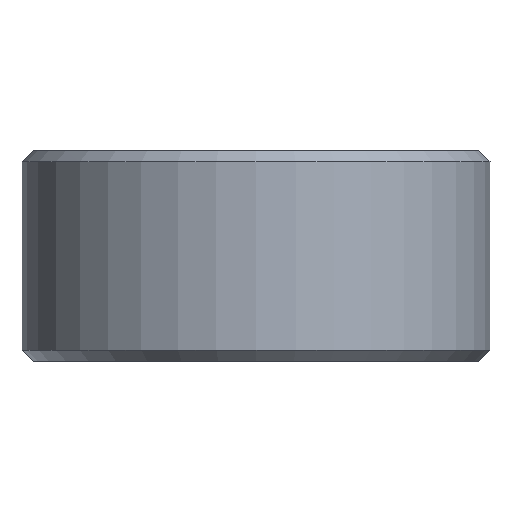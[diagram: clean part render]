
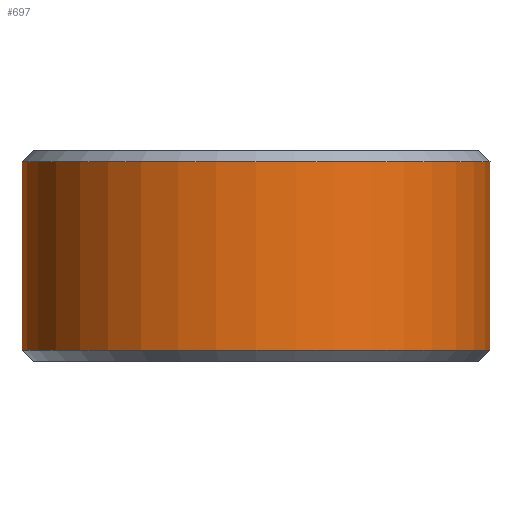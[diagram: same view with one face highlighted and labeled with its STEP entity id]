
A CAD part, left-side view. The second image highlights one B-rep face of the part: STEP entity #697.
In plain terms, the highlighted cylindrical face has radius 7.938 mm (diameter 15.875 mm), a partial arc.
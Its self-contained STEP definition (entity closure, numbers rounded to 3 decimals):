
#48=LINE('',#1144,#83);
#49=LINE('',#1147,#84);
#50=LINE('',#1148,#85);
#83=VECTOR('',#846,6.375);
#84=VECTOR('',#849,6.375);
#85=VECTOR('',#850,3.231);
#162=FACE_BOUND('',#256,.T.);
#163=FACE_BOUND('',#257,.T.);
#181=CIRCLE('',#751,7.938);
#182=CIRCLE('',#752,7.938);
#210=FACE_OUTER_BOUND('',#255,.T.);
#255=EDGE_LOOP('',(#500,#501,#502,#503));
#256=EDGE_LOOP('',(#504));
#257=EDGE_LOOP('',(#505,#506,#507,#508));
#305=B_SPLINE_CURVE_WITH_KNOTS('',3,(#1012,#1013,#1014,#1015,#1016,#1017,
#1018,#1019,#1020,#1021,#1022,#1023,#1024,#1025,#1026,#1027,#1028,#1029,
#1030,#1031,#1032,#1033,#1034,#1035,#1036,#1037,#1038,#1039,#1040,#1041,
#1042,#1043,#1044,#1045,#1046,#1047,#1048,#1049),.UNSPECIFIED.,.T.,.F.,
(4,2,2,2,2,2,2,2,2,2,2,2,2,2,2,2,2,2,4),(0.,0.021,0.041,
0.083,0.143,0.204,0.256,
0.309,0.349,0.389,0.429,
0.468,0.521,0.574,0.634,
0.695,0.736,0.757,0.778),
 .UNSPECIFIED.);
#306=B_SPLINE_CURVE_WITH_KNOTS('',3,(#1062,#1063,#1064,#1065,#1066,#1067),
 .UNSPECIFIED.,.F.,.F.,(4,2,4),(0.428,0.609,0.779),
 .UNSPECIFIED.);
#307=B_SPLINE_CURVE_WITH_KNOTS('',3,(#1069,#1070,#1071,#1072,#1073,#1074,
#1075,#1076,#1077,#1078,#1079,#1080,#1081,#1082,#1083,#1084,#1085,#1086,
#1087),.UNSPECIFIED.,.F.,.F.,(4,2,2,2,3,2,2,2,4),(1.712,1.83,
1.949,2.044,2.14,2.235,2.331,
2.449,2.568),.UNSPECIFIED.);
#308=B_SPLINE_CURVE_WITH_KNOTS('',3,(#1088,#1089,#1090,#1091,#1092,#1093),
 .UNSPECIFIED.,.F.,.F.,(4,2,4),(1.36,1.531,1.712),
 .UNSPECIFIED.);
#313=VERTEX_POINT('',#1011);
#317=VERTEX_POINT('',#1058);
#318=VERTEX_POINT('',#1059);
#319=VERTEX_POINT('',#1061);
#320=VERTEX_POINT('',#1068);
#327=VERTEX_POINT('',#1140);
#328=VERTEX_POINT('',#1141);
#329=VERTEX_POINT('',#1143);
#330=VERTEX_POINT('',#1145);
#384=EDGE_CURVE('',#313,#313,#305,.T.);
#389=EDGE_CURVE('',#319,#317,#306,.T.);
#390=EDGE_CURVE('',#320,#319,#307,.T.);
#391=EDGE_CURVE('',#318,#320,#308,.T.);
#399=EDGE_CURVE('',#327,#328,#181,.T.);
#400=EDGE_CURVE('',#328,#329,#48,.T.);
#401=EDGE_CURVE('',#329,#330,#182,.T.);
#402=EDGE_CURVE('',#330,#327,#49,.T.);
#403=EDGE_CURVE('',#318,#317,#50,.T.);
#500=ORIENTED_EDGE('',*,*,#399,.T.);
#501=ORIENTED_EDGE('',*,*,#400,.T.);
#502=ORIENTED_EDGE('',*,*,#401,.T.);
#503=ORIENTED_EDGE('',*,*,#402,.T.);
#504=ORIENTED_EDGE('',*,*,#384,.T.);
#505=ORIENTED_EDGE('',*,*,#389,.T.);
#506=ORIENTED_EDGE('',*,*,#403,.F.);
#507=ORIENTED_EDGE('',*,*,#391,.T.);
#508=ORIENTED_EDGE('',*,*,#390,.T.);
#687=CYLINDRICAL_SURFACE('',#750,7.938);
#697=ADVANCED_FACE('',(#210,#162,#163),#687,.T.);
#750=AXIS2_PLACEMENT_3D('',#1139,#842,#843);
#751=AXIS2_PLACEMENT_3D('',#1142,#844,#845);
#752=AXIS2_PLACEMENT_3D('',#1146,#847,#848);
#842=DIRECTION('center_axis',(0.,0.,-1.));
#843=DIRECTION('ref_axis',(-1.,0.,0.));
#844=DIRECTION('center_axis',(0.,0.,-1.));
#845=DIRECTION('ref_axis',(0.997,-0.075,0.));
#846=DIRECTION('',(0.,0.,-1.));
#847=DIRECTION('center_axis',(0.,0.,1.));
#848=DIRECTION('ref_axis',(1.,0.,0.));
#849=DIRECTION('',(0.,0.,1.));
#850=DIRECTION('',(0.,0.,-1.));
#1011=CARTESIAN_POINT('',(6.412,-4.679,3.569));
#1012=CARTESIAN_POINT('Ctrl Pts',(6.412,-4.679,3.569));
#1013=CARTESIAN_POINT('Ctrl Pts',(6.412,-4.679,3.5));
#1014=CARTESIAN_POINT('Ctrl Pts',(6.405,-4.688,3.431));
#1015=CARTESIAN_POINT('Ctrl Pts',(6.38,-4.723,3.298));
#1016=CARTESIAN_POINT('Ctrl Pts',(6.361,-4.748,3.234));
#1017=CARTESIAN_POINT('Ctrl Pts',(6.29,-4.843,3.053));
#1018=CARTESIAN_POINT('Ctrl Pts',(6.223,-4.929,2.949));
#1019=CARTESIAN_POINT('Ctrl Pts',(6.05,-5.141,2.748));
#1020=CARTESIAN_POINT('Ctrl Pts',(5.922,-5.29,2.652));
#1021=CARTESIAN_POINT('Ctrl Pts',(5.638,-5.591,2.523));
#1022=CARTESIAN_POINT('Ctrl Pts',(5.483,-5.743,2.491));
#1023=CARTESIAN_POINT('Ctrl Pts',(5.204,-5.996,2.491));
#1024=CARTESIAN_POINT('Ctrl Pts',(5.059,-6.119,2.516));
#1025=CARTESIAN_POINT('Ctrl Pts',(4.78,-6.339,2.632));
#1026=CARTESIAN_POINT('Ctrl Pts',(4.646,-6.437,2.724));
#1027=CARTESIAN_POINT('Ctrl Pts',(4.458,-6.568,2.929));
#1028=CARTESIAN_POINT('Ctrl Pts',(4.383,-6.618,3.043));
#1029=CARTESIAN_POINT('Ctrl Pts',(4.282,-6.684,3.296));
#1030=CARTESIAN_POINT('Ctrl Pts',(4.256,-6.7,3.436));
#1031=CARTESIAN_POINT('Ctrl Pts',(4.256,-6.7,3.701));
#1032=CARTESIAN_POINT('Ctrl Pts',(4.282,-6.684,3.841));
#1033=CARTESIAN_POINT('Ctrl Pts',(4.383,-6.618,4.095));
#1034=CARTESIAN_POINT('Ctrl Pts',(4.458,-6.568,4.208));
#1035=CARTESIAN_POINT('Ctrl Pts',(4.646,-6.437,4.414));
#1036=CARTESIAN_POINT('Ctrl Pts',(4.78,-6.339,4.506));
#1037=CARTESIAN_POINT('Ctrl Pts',(5.059,-6.119,4.622));
#1038=CARTESIAN_POINT('Ctrl Pts',(5.204,-5.996,4.647));
#1039=CARTESIAN_POINT('Ctrl Pts',(5.483,-5.743,4.647));
#1040=CARTESIAN_POINT('Ctrl Pts',(5.638,-5.591,4.614));
#1041=CARTESIAN_POINT('Ctrl Pts',(5.922,-5.29,4.486));
#1042=CARTESIAN_POINT('Ctrl Pts',(6.05,-5.141,4.39));
#1043=CARTESIAN_POINT('Ctrl Pts',(6.223,-4.929,4.188));
#1044=CARTESIAN_POINT('Ctrl Pts',(6.29,-4.843,4.084));
#1045=CARTESIAN_POINT('Ctrl Pts',(6.361,-4.748,3.904));
#1046=CARTESIAN_POINT('Ctrl Pts',(6.38,-4.723,3.839));
#1047=CARTESIAN_POINT('Ctrl Pts',(6.405,-4.688,3.707));
#1048=CARTESIAN_POINT('Ctrl Pts',(6.412,-4.679,3.638));
#1049=CARTESIAN_POINT('Ctrl Pts',(6.412,-4.679,3.569));
#1058=CARTESIAN_POINT('',(7.345,3.01,1.953));
#1059=CARTESIAN_POINT('',(7.345,3.01,5.184));
#1061=CARTESIAN_POINT('',(5.334,5.878,0.989));
#1062=CARTESIAN_POINT('Ctrl Pts',(5.334,5.878,0.989));
#1063=CARTESIAN_POINT('Ctrl Pts',(5.78,5.474,0.989));
#1064=CARTESIAN_POINT('Ctrl Pts',(6.201,4.994,1.107));
#1065=CARTESIAN_POINT('Ctrl Pts',(6.881,4.,1.471));
#1066=CARTESIAN_POINT('Ctrl Pts',(7.148,3.491,1.708));
#1067=CARTESIAN_POINT('Ctrl Pts',(7.345,3.01,1.953));
#1068=CARTESIAN_POINT('',(5.334,5.878,6.148));
#1069=CARTESIAN_POINT('Ctrl Pts',(5.334,5.878,6.148));
#1070=CARTESIAN_POINT('Ctrl Pts',(5.042,6.144,6.148));
#1071=CARTESIAN_POINT('Ctrl Pts',(4.703,6.406,6.095));
#1072=CARTESIAN_POINT('Ctrl Pts',(4.042,6.843,5.829));
#1073=CARTESIAN_POINT('Ctrl Pts',(3.719,7.018,5.615));
#1074=CARTESIAN_POINT('Ctrl Pts',(3.254,7.244,5.124));
#1075=CARTESIAN_POINT('Ctrl Pts',(3.067,7.322,4.844));
#1076=CARTESIAN_POINT('Ctrl Pts',(2.817,7.422,4.226));
#1077=CARTESIAN_POINT('Ctrl Pts',(2.755,7.444,3.887));
#1078=CARTESIAN_POINT('Ctrl Pts',(2.755,7.444,3.569));
#1079=CARTESIAN_POINT('Ctrl Pts',(2.755,7.444,3.25));
#1080=CARTESIAN_POINT('Ctrl Pts',(2.817,7.422,2.912));
#1081=CARTESIAN_POINT('Ctrl Pts',(3.067,7.322,2.293));
#1082=CARTESIAN_POINT('Ctrl Pts',(3.254,7.244,2.014));
#1083=CARTESIAN_POINT('Ctrl Pts',(3.719,7.018,1.523));
#1084=CARTESIAN_POINT('Ctrl Pts',(4.042,6.843,1.308));
#1085=CARTESIAN_POINT('Ctrl Pts',(4.703,6.406,1.042));
#1086=CARTESIAN_POINT('Ctrl Pts',(5.042,6.144,0.989));
#1087=CARTESIAN_POINT('Ctrl Pts',(5.334,5.878,0.989));
#1088=CARTESIAN_POINT('Ctrl Pts',(7.345,3.01,5.184));
#1089=CARTESIAN_POINT('Ctrl Pts',(7.148,3.491,5.429));
#1090=CARTESIAN_POINT('Ctrl Pts',(6.881,4.,5.667));
#1091=CARTESIAN_POINT('Ctrl Pts',(6.201,4.994,6.03));
#1092=CARTESIAN_POINT('Ctrl Pts',(5.78,5.474,6.148));
#1093=CARTESIAN_POINT('Ctrl Pts',(5.334,5.878,6.148));
#1139=CARTESIAN_POINT('Origin',(0.,0.,3.569));
#1140=CARTESIAN_POINT('',(7.915,-0.595,6.756));
#1141=CARTESIAN_POINT('',(7.915,0.595,6.756));
#1142=CARTESIAN_POINT('Origin',(0.,0.,6.756));
#1143=CARTESIAN_POINT('',(7.915,0.595,0.381));
#1144=CARTESIAN_POINT('',(7.915,0.595,6.756));
#1145=CARTESIAN_POINT('',(7.915,-0.595,0.381));
#1146=CARTESIAN_POINT('Origin',(0.,0.,0.381));
#1147=CARTESIAN_POINT('',(7.915,-0.595,0.381));
#1148=CARTESIAN_POINT('',(7.345,3.01,5.184));
